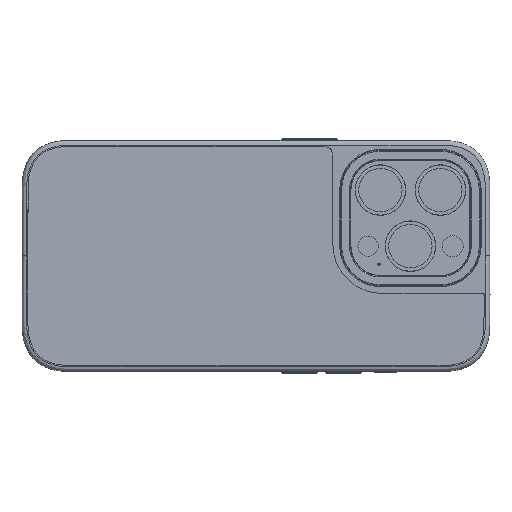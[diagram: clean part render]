
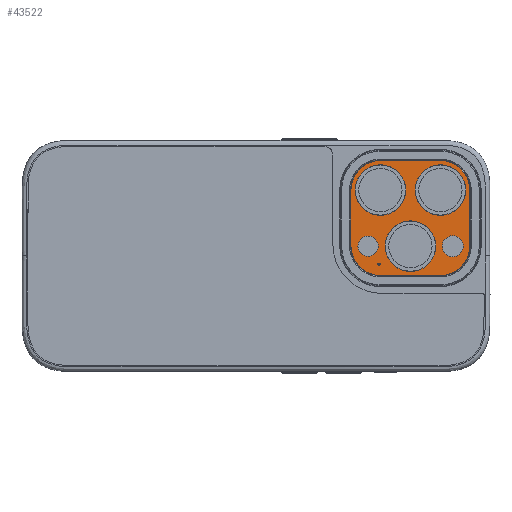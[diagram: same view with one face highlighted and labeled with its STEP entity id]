
A CAD part, top view. The second image highlights one B-rep face of the part: STEP entity #43522.
In plain terms, the highlighted face is planar.
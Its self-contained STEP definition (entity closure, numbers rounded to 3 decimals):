
#37537=CARTESIAN_POINT('',(-21.004,-6.18,59.009));
#37538=DIRECTION('',(0.,-1.,0.));
#37539=DIRECTION('',(0.,0.,1.));
#37540=AXIS2_PLACEMENT_3D('',#37537,#37538,#37539);
#37542=DIRECTION('',(-1.,0.,0.));
#37543=VECTOR('',#37542,17.66);
#37544=CARTESIAN_POINT('',(-3.343,-6.18,68.609));
#37545=LINE('',#37544,#37543);
#37546=CARTESIAN_POINT('',(-3.343,-6.18,59.009));
#37547=DIRECTION('',(0.,-1.,0.));
#37548=DIRECTION('',(1.,0.,0.));
#37549=AXIS2_PLACEMENT_3D('',#37546,#37547,#37548);
#37551=DIRECTION('',(0.,0.,1.));
#37552=VECTOR('',#37551,18.976);
#37553=CARTESIAN_POINT('',(6.257,-6.18,40.032));
#37554=LINE('',#37553,#37552);
#37555=CARTESIAN_POINT('',(-3.343,-6.18,40.032));
#37556=DIRECTION('',(0.,-1.,0.));
#37557=DIRECTION('',(0.,0.,-1.));
#37558=AXIS2_PLACEMENT_3D('',#37555,#37556,#37557);
#37560=DIRECTION('',(1.,0.,0.));
#37561=VECTOR('',#37560,17.66);
#37562=CARTESIAN_POINT('',(-21.004,-6.18,30.432));
#37563=LINE('',#37562,#37561);
#37564=CARTESIAN_POINT('',(-21.004,-6.18,40.032));
#37565=DIRECTION('',(0.,-1.,0.));
#37566=DIRECTION('',(-1.,0.,0.));
#37567=AXIS2_PLACEMENT_3D('',#37564,#37565,#37566);
#37569=DIRECTION('',(0.,0.,-1.));
#37570=VECTOR('',#37569,18.976);
#37571=CARTESIAN_POINT('',(-30.604,-6.18,59.009));
#37572=LINE('',#37571,#37570);
#37573=CARTESIAN_POINT('',(-21.136,-6.18,59.14));
#37574=DIRECTION('',(0.,-1.,0.));
#37575=DIRECTION('',(1.,0.,0.));
#37576=AXIS2_PLACEMENT_3D('',#37573,#37574,#37575);
#37582=CARTESIAN_POINT('',(-21.136,-6.18,59.14));
#37583=DIRECTION('',(0.,-1.,0.));
#37584=DIRECTION('',(-1.,0.,0.));
#37585=AXIS2_PLACEMENT_3D('',#37582,#37583,#37584);
#37649=CARTESIAN_POINT('',(-3.143,-6.18,49.52));
#37650=DIRECTION('',(0.,-1.,0.));
#37651=DIRECTION('',(-1.,0.,0.));
#37652=AXIS2_PLACEMENT_3D('',#37649,#37650,#37651);
#37658=CARTESIAN_POINT('',(-3.143,-6.18,49.52));
#37659=DIRECTION('',(0.,-1.,0.));
#37660=DIRECTION('',(1.,0.,0.));
#37661=AXIS2_PLACEMENT_3D('',#37658,#37659,#37660);
#37725=CARTESIAN_POINT('',(-21.136,-6.18,39.9));
#37726=DIRECTION('',(0.,-1.,0.));
#37727=DIRECTION('',(-1.,0.,0.));
#37728=AXIS2_PLACEMENT_3D('',#37725,#37726,#37727);
#37734=CARTESIAN_POINT('',(-21.136,-6.18,39.9));
#37735=DIRECTION('',(0.,-1.,0.));
#37736=DIRECTION('',(1.,0.,0.));
#37737=AXIS2_PLACEMENT_3D('',#37734,#37735,#37736);
#37801=CARTESIAN_POINT('',(-3.144,-6.18,63.087));
#37802=DIRECTION('',(0.,-1.,0.));
#37803=DIRECTION('',(1.,0.,0.));
#37804=AXIS2_PLACEMENT_3D('',#37801,#37802,#37803);
#37810=CARTESIAN_POINT('',(-3.144,-6.18,63.087));
#37811=DIRECTION('',(0.,-1.,0.));
#37812=DIRECTION('',(-1.,0.,0.));
#37813=AXIS2_PLACEMENT_3D('',#37810,#37811,#37812);
#37829=CARTESIAN_POINT('',(-3.143,-6.18,35.931));
#37830=DIRECTION('',(0.,-1.,0.));
#37831=DIRECTION('',(1.,0.,0.));
#37832=AXIS2_PLACEMENT_3D('',#37829,#37830,#37831);
#37838=CARTESIAN_POINT('',(-3.143,-6.18,35.931));
#37839=DIRECTION('',(0.,-1.,0.));
#37840=DIRECTION('',(-1.,0.,0.));
#37841=AXIS2_PLACEMENT_3D('',#37838,#37839,#37840);
#37857=CARTESIAN_POINT('',(2.65,-6.18,39.449));
#37858=DIRECTION('',(0.,-1.,0.));
#37859=DIRECTION('',(1.,0.,0.));
#37860=AXIS2_PLACEMENT_3D('',#37857,#37858,#37859);
#37866=CARTESIAN_POINT('',(2.65,-6.18,39.449));
#37867=DIRECTION('',(0.,-1.,0.));
#37868=DIRECTION('',(-1.,0.,0.));
#37869=AXIS2_PLACEMENT_3D('',#37866,#37867,#37868);
#38964=CARTESIAN_POINT('',(-21.004,-6.18,68.609));
#38965=CARTESIAN_POINT('',(-30.604,-6.18,59.009));
#38966=VERTEX_POINT('',#38964);
#38967=VERTEX_POINT('',#38965);
#38968=CARTESIAN_POINT('',(-30.604,-6.18,40.032));
#38969=VERTEX_POINT('',#38968);
#38970=CARTESIAN_POINT('',(-21.004,-6.18,30.432));
#38971=VERTEX_POINT('',#38970);
#38972=CARTESIAN_POINT('',(-3.343,-6.18,30.432));
#38973=VERTEX_POINT('',#38972);
#38974=CARTESIAN_POINT('',(6.257,-6.18,40.032));
#38975=VERTEX_POINT('',#38974);
#38976=CARTESIAN_POINT('',(6.257,-6.18,59.009));
#38977=VERTEX_POINT('',#38976);
#38978=CARTESIAN_POINT('',(-3.343,-6.18,68.609));
#38979=VERTEX_POINT('',#38978);
#39031=CARTESIAN_POINT('',(-13.036,-6.18,59.14));
#39032=CARTESIAN_POINT('',(-29.236,-6.18,59.14));
#39033=VERTEX_POINT('',#39031);
#39034=VERTEX_POINT('',#39032);
#39035=CARTESIAN_POINT('',(-11.243,-6.18,49.52));
#39036=CARTESIAN_POINT('',(4.957,-6.18,49.52));
#39037=VERTEX_POINT('',#39035);
#39038=VERTEX_POINT('',#39036);
#39039=CARTESIAN_POINT('',(-29.236,-6.18,39.9));
#39040=CARTESIAN_POINT('',(-13.036,-6.18,39.9));
#39041=VERTEX_POINT('',#39039);
#39042=VERTEX_POINT('',#39040);
#39043=CARTESIAN_POINT('',(0.217,-6.18,63.087));
#39044=CARTESIAN_POINT('',(-6.504,-6.18,63.087));
#39045=VERTEX_POINT('',#39043);
#39046=VERTEX_POINT('',#39044);
#39047=CARTESIAN_POINT('',(0.107,-6.18,35.931));
#39048=CARTESIAN_POINT('',(-6.393,-6.18,35.931));
#39049=VERTEX_POINT('',#39047);
#39050=VERTEX_POINT('',#39048);
#39051=CARTESIAN_POINT('',(3.025,-6.18,39.449));
#39052=CARTESIAN_POINT('',(2.275,-6.18,39.449));
#39053=VERTEX_POINT('',#39051);
#39054=VERTEX_POINT('',#39052);
#43471=CARTESIAN_POINT('',(35.5,-6.18,29.125));
#43472=DIRECTION('',(0.,1.,0.));
#43473=DIRECTION('',(0.,0.,1.));
#43474=AXIS2_PLACEMENT_3D('',#43471,#43472,#43473);
#43475=PLANE('',#43474);
#43476=ORIENTED_EDGE('',*,*,#43361,.F.);
#43477=ORIENTED_EDGE('',*,*,#43378,.F.);
#43478=ORIENTED_EDGE('',*,*,#43393,.F.);
#43479=ORIENTED_EDGE('',*,*,#43408,.F.);
#43480=ORIENTED_EDGE('',*,*,#43422,.F.);
#43481=ORIENTED_EDGE('',*,*,#43436,.F.);
#43482=ORIENTED_EDGE('',*,*,#43450,.F.);
#43483=ORIENTED_EDGE('',*,*,#43465,.F.);
#43484=EDGE_LOOP('',(#43476,#43477,#43478,#43479,#43480,#43481,#43482,#43483));
#43485=FACE_OUTER_BOUND('',#43484,.F.);
#43487=ORIENTED_EDGE('',*,*,#43486,.T.);
#43489=ORIENTED_EDGE('',*,*,#43488,.T.);
#43490=EDGE_LOOP('',(#43487,#43489));
#43491=FACE_BOUND('',#43490,.F.);
#43493=ORIENTED_EDGE('',*,*,#43492,.T.);
#43495=ORIENTED_EDGE('',*,*,#43494,.T.);
#43496=EDGE_LOOP('',(#43493,#43495));
#43497=FACE_BOUND('',#43496,.F.);
#43499=ORIENTED_EDGE('',*,*,#43498,.T.);
#43501=ORIENTED_EDGE('',*,*,#43500,.T.);
#43502=EDGE_LOOP('',(#43499,#43501));
#43503=FACE_BOUND('',#43502,.F.);
#43505=ORIENTED_EDGE('',*,*,#43504,.T.);
#43507=ORIENTED_EDGE('',*,*,#43506,.T.);
#43508=EDGE_LOOP('',(#43505,#43507));
#43509=FACE_BOUND('',#43508,.F.);
#43511=ORIENTED_EDGE('',*,*,#43510,.T.);
#43513=ORIENTED_EDGE('',*,*,#43512,.T.);
#43514=EDGE_LOOP('',(#43511,#43513));
#43515=FACE_BOUND('',#43514,.F.);
#43517=ORIENTED_EDGE('',*,*,#43516,.T.);
#43519=ORIENTED_EDGE('',*,*,#43518,.T.);
#43520=EDGE_LOOP('',(#43517,#43519));
#43521=FACE_BOUND('',#43520,.F.);
#37541=CIRCLE('',#37540,9.6);
#37550=CIRCLE('',#37549,9.6);
#37559=CIRCLE('',#37558,9.6);
#37568=CIRCLE('',#37567,9.6);
#37577=CIRCLE('',#37576,8.1);
#37586=CIRCLE('',#37585,8.1);
#37653=CIRCLE('',#37652,8.1);
#37662=CIRCLE('',#37661,8.1);
#37729=CIRCLE('',#37728,8.1);
#37738=CIRCLE('',#37737,8.1);
#37805=CIRCLE('',#37804,3.36);
#37814=CIRCLE('',#37813,3.36);
#37833=CIRCLE('',#37832,3.25);
#37842=CIRCLE('',#37841,3.25);
#37861=CIRCLE('',#37860,0.375);
#37870=CIRCLE('',#37869,0.375);
#43361=EDGE_CURVE('',#38966,#38967,#37541,.T.);
#43378=EDGE_CURVE('',#38979,#38966,#37545,.T.);
#43393=EDGE_CURVE('',#38977,#38979,#37550,.T.);
#43408=EDGE_CURVE('',#38975,#38977,#37554,.T.);
#43422=EDGE_CURVE('',#38973,#38975,#37559,.T.);
#43436=EDGE_CURVE('',#38971,#38973,#37563,.T.);
#43450=EDGE_CURVE('',#38969,#38971,#37568,.T.);
#43465=EDGE_CURVE('',#38967,#38969,#37572,.T.);
#43486=EDGE_CURVE('',#39033,#39034,#37577,.T.);
#43488=EDGE_CURVE('',#39034,#39033,#37586,.T.);
#43492=EDGE_CURVE('',#39037,#39038,#37653,.T.);
#43494=EDGE_CURVE('',#39038,#39037,#37662,.T.);
#43498=EDGE_CURVE('',#39041,#39042,#37729,.T.);
#43500=EDGE_CURVE('',#39042,#39041,#37738,.T.);
#43504=EDGE_CURVE('',#39045,#39046,#37805,.T.);
#43506=EDGE_CURVE('',#39046,#39045,#37814,.T.);
#43510=EDGE_CURVE('',#39049,#39050,#37833,.T.);
#43512=EDGE_CURVE('',#39050,#39049,#37842,.T.);
#43516=EDGE_CURVE('',#39053,#39054,#37861,.T.);
#43518=EDGE_CURVE('',#39054,#39053,#37870,.T.);
#43522=ADVANCED_FACE('',(#43485,#43491,#43497,#43503,#43509,#43515,#43521),
#43475,.F.);
